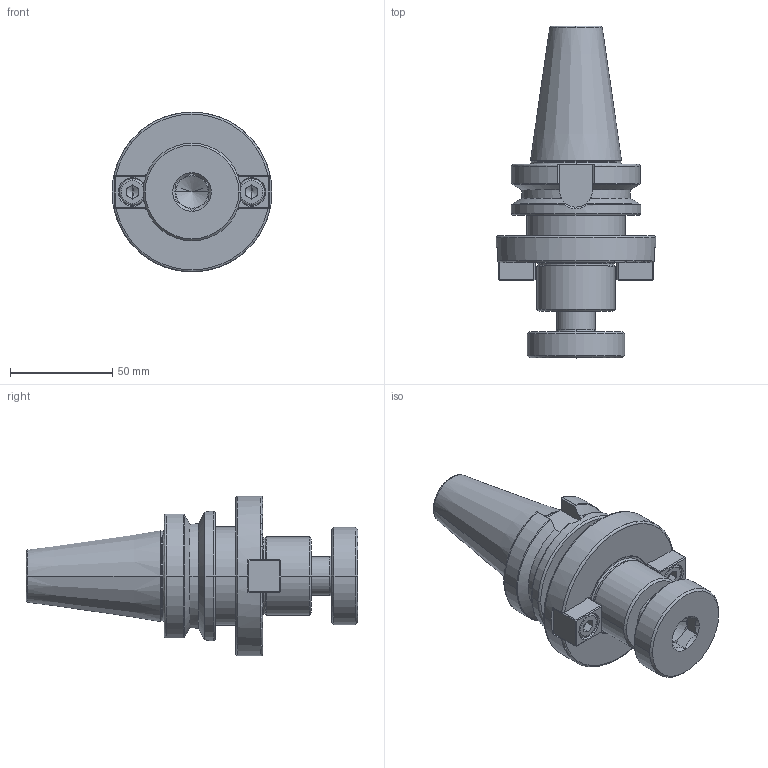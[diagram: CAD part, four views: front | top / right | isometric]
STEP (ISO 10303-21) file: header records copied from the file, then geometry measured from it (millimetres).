
FILE_DESCRIPTION (( 'STEP AP203' ), '1' );
FILE_NAME ('BT40-FMA1.5in-50.STEP', '2021-01-11T03:14:45', ( '微软用户' ), ( '微软中国' ), 'SwSTEP 2.0', 'SolidWorks 2016', '' );
FILE_SCHEMA (( 'CONFIG_CONTROL_DESIGN' ));
Length unit declared in the file: millimetre
Products named in the file (5): BT40-FMA38.1-50; 38.1源; 3-4-16UNF-2A-32大圆柱头紧固螺钉FMA用; hexagon socket head cap screws gb_GB_FASTENER_SCREWS_HSHCS M8X12-N; BT40-FMA1.5in-50
Assembly tree (6 placements, depth 2):
  BT40-FMA1.5in-50
    BT40-FMA38.1-50
    38.1源  x2
    3-4-16UNF-2A-32大圆柱头紧固螺钉FMA用
    hexagon socket head cap screws gb_GB_FASTENER_SCREWS_HSHCS M8X12-N  x2
Bounding box: 78 x 161.93 x 78 mm (x, y, z)
Volume: 246343.1 mm3; surface area: 52458.1 mm2
Topology: 6 solids, 6 shells, 280 faces, 665 edges, 401 vertices
Faces by surface type: plane 131, cylinder 60, cone 51, bspline 26, torus 12
Entity records: 9051 total; most frequent: CARTESIAN_POINT 3394, DIRECTION 1069, ORIENTED_EDGE 1066, EDGE_CURVE 533, AXIS2_PLACEMENT_3D 415, VERTEX_POINT 332, VECTOR 239, LINE 239
